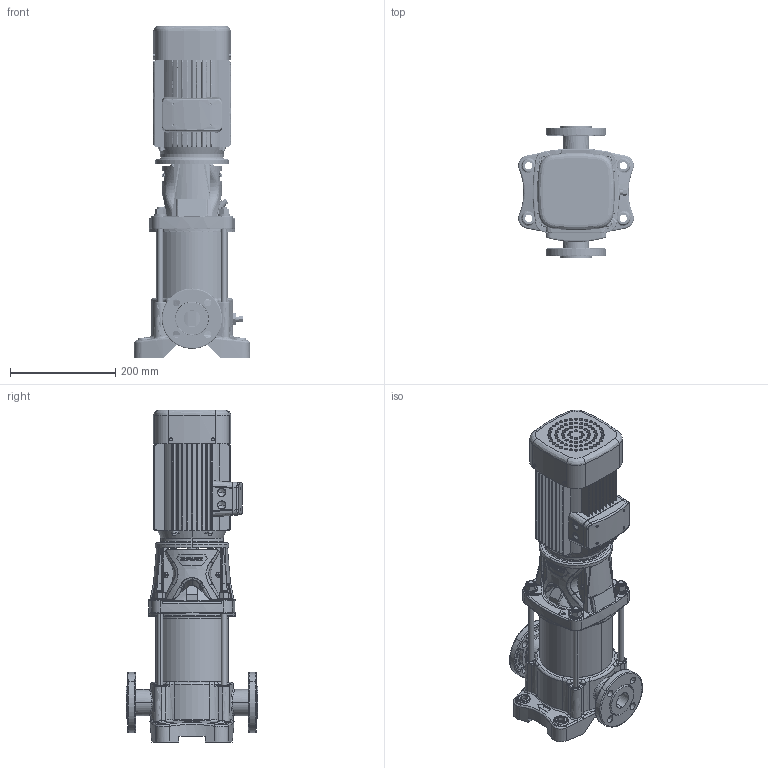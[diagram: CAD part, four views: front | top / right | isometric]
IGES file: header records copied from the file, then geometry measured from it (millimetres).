
Global section: file name: 015P2136 (RMV 3-7F); native system: AutoCAD 2021 — Русский (Russian), 62HAuto; preprocessor: desk Translation Framework DWG producer (atf_dwg_producer); organization: unknown; date: 20230825.122409; units: millimetre
Bounding box: 219.98 x 250 x 632 mm (x, y, z)
Volume: 7249816.8 mm3; surface area: 1005280.8 mm2
Topology: 57 solids, 60 shells, 3500 faces, 13580 edges, 10659 vertices
Faces by surface type: bspline 3360, revolution 140
